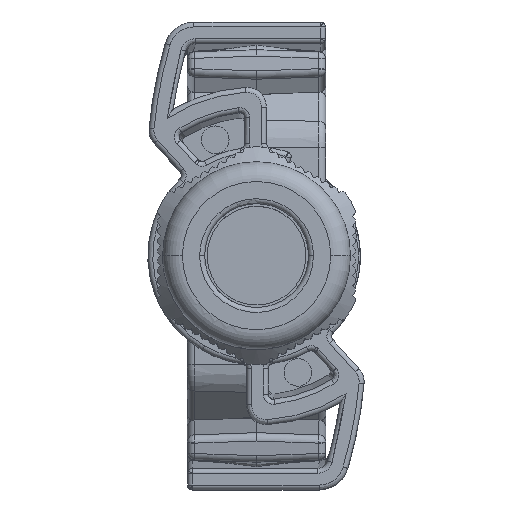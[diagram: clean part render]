
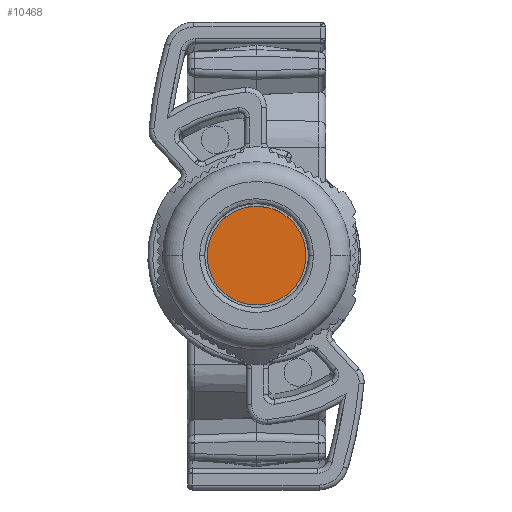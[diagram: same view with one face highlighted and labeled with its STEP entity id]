
A CAD part, top view. The second image highlights one B-rep face of the part: STEP entity #10468.
In plain terms, the highlighted planar face has unit normal (0, 0, 1).
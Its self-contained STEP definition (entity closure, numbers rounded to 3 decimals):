
#10448=AXIS2_PLACEMENT_3D('Plane Axis2P3D',#10445,#10446,#10447) ;
#10452=AXIS2_PLACEMENT_3D('Circle Axis2P3D',#10450,#10451,$) ;
#10461=AXIS2_PLACEMENT_3D('Circle Axis2P3D',#10459,#10460,$) ;
#10445=CARTESIAN_POINT('Axis2P3D Location',(11.,23.35,50.914)) ;
#10450=CARTESIAN_POINT('Axis2P3D Location',(11.,23.35,50.914)) ;
#10454=CARTESIAN_POINT('Vertex',(10.713,18.358,50.914)) ;
#10456=CARTESIAN_POINT('Vertex',(11.287,28.342,50.914)) ;
#10459=CARTESIAN_POINT('Axis2P3D Location',(11.,23.35,50.914)) ;
#10446=DIRECTION('Axis2P3D Direction',(0.,0.,1.)) ;
#10447=DIRECTION('Axis2P3D XDirection',(0.,-1.,0.)) ;
#10451=DIRECTION('Axis2P3D Direction',(0.,0.,1.)) ;
#10460=DIRECTION('Axis2P3D Direction',(0.,0.,1.)) ;
#10465=ORIENTED_EDGE('',*,*,#10458,.T.) ;
#10466=ORIENTED_EDGE('',*,*,#10463,.T.) ;
#10468=ADVANCED_FACE('Hauptk\X2\00F6\X0\rper',(#10467),#10449,.T.) ;
#10453=CIRCLE('generated circle',#10452,5.) ;
#10462=CIRCLE('generated circle',#10461,5.) ;
#10458=EDGE_CURVE('',#10455,#10457,#10453,.T.) ;
#10463=EDGE_CURVE('',#10457,#10455,#10462,.T.) ;
#10464=EDGE_LOOP('',(#10465,#10466)) ;
#10467=FACE_OUTER_BOUND('',#10464,.T.) ;
#10449=PLANE('',#10448) ;
#10455=VERTEX_POINT('',#10454) ;
#10457=VERTEX_POINT('',#10456) ;
